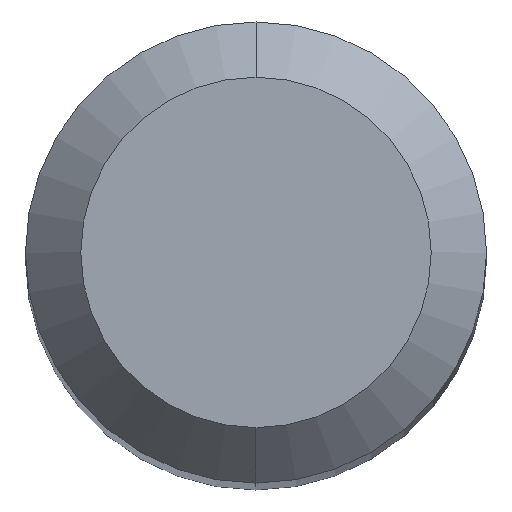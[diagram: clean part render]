
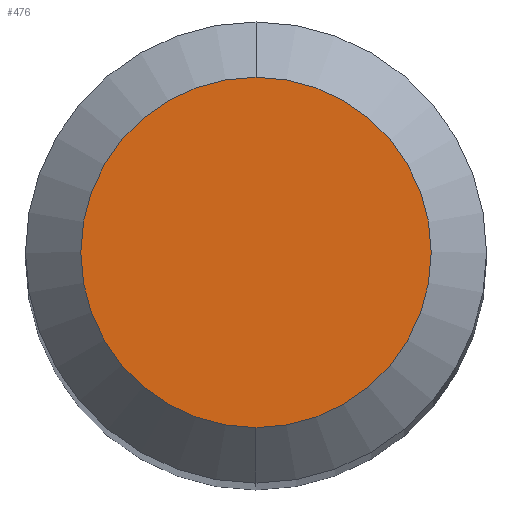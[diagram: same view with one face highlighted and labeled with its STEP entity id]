
A CAD part, top view. The second image highlights one B-rep face of the part: STEP entity #476.
In plain terms, the highlighted planar face has unit normal (0, 0, 1).
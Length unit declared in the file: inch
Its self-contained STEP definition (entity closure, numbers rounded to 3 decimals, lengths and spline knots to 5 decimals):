
#1 = PLANE ( 'NONE',  #115 ) ;
#84 = ORIENTED_EDGE ( 'NONE', *, *, #498, .T. ) ;
#87 = DIRECTION ( 'NONE',  ( 0., 0., 1. ) ) ;
#115 = AXIS2_PLACEMENT_3D ( 'NONE', #179, #442, #120 ) ;
#120 = DIRECTION ( 'NONE',  ( 0., 1., 0. ) ) ;
#179 = CARTESIAN_POINT ( 'NONE',  ( 0., 0.0475, 0. ) ) ;
#191 = CARTESIAN_POINT ( 'NONE',  ( 0., -0.0475, 0. ) ) ;
#220 = CIRCLE ( 'NONE', #236, 0.0475 ) ;
#221 = DIRECTION ( 'NONE',  ( 0., -1., 0. ) ) ;
#236 = AXIS2_PLACEMENT_3D ( 'NONE', #294, #462, #237 ) ;
#237 = DIRECTION ( 'NONE',  ( 0., -1., 0. ) ) ;
#254 = VERTEX_POINT ( 'NONE', #191 ) ;
#267 = FACE_OUTER_BOUND ( 'NONE', #436, .T. ) ;
#294 = CARTESIAN_POINT ( 'NONE',  ( 0., 0., 0. ) ) ;
#345 = AXIS2_PLACEMENT_3D ( 'NONE', #513, #87, #221 ) ;
#360 = CIRCLE ( 'NONE', #345, 0.0475 ) ;
#419 = ORIENTED_EDGE ( 'NONE', *, *, #451, .T. ) ;
#436 = EDGE_LOOP ( 'NONE', ( #419, #84 ) ) ;
#442 = DIRECTION ( 'NONE',  ( 0., 0., -1. ) ) ;
#451 = EDGE_CURVE ( 'NONE', #521, #254, #360, .T. ) ;
#462 = DIRECTION ( 'NONE',  ( 0., 0., 1. ) ) ;
#476 = ADVANCED_FACE ( 'NONE', ( #267 ), #1, .F. ) ;
#498 = EDGE_CURVE ( 'NONE', #254, #521, #220, .T. ) ;
#504 = CARTESIAN_POINT ( 'NONE',  ( 0., 0.0475, 0. ) ) ;
#513 = CARTESIAN_POINT ( 'NONE',  ( 0., 0., 0. ) ) ;
#521 = VERTEX_POINT ( 'NONE', #504 ) ;
